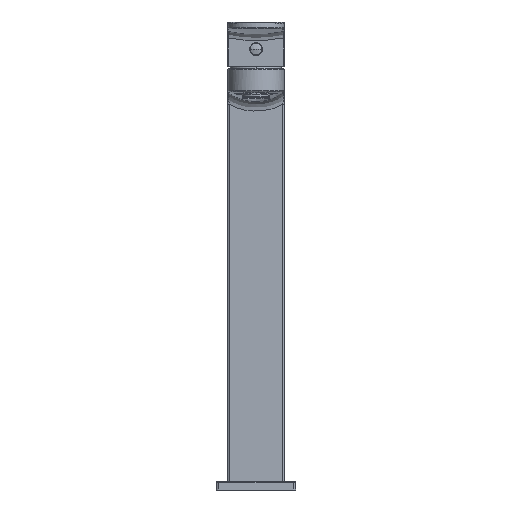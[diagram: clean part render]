
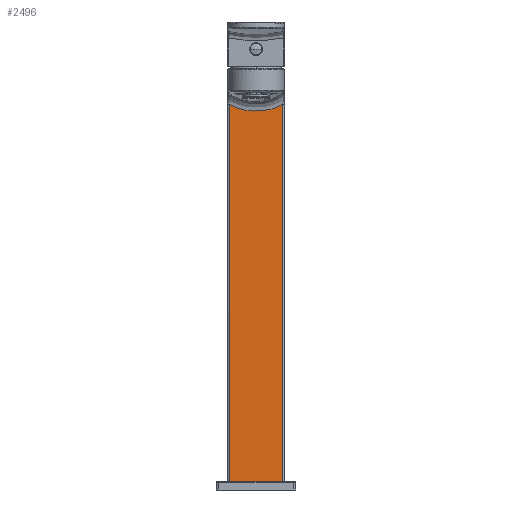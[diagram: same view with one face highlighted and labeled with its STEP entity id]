
A CAD part, front view. The second image highlights one B-rep face of the part: STEP entity #2496.
In plain terms, the highlighted face is planar.
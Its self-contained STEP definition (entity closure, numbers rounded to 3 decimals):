
#2496=ADVANCED_FACE('',(#4598),#35312,.T.);
#4598=FACE_OUTER_BOUND('',#7022,.T.);
#7022=EDGE_LOOP('',(#18280,#18281,#18282,#18283));
#18280=ORIENTED_EDGE('',*,*,#24236,.F.);
#18281=ORIENTED_EDGE('',*,*,#24234,.F.);
#18282=ORIENTED_EDGE('',*,*,#24239,.T.);
#18283=ORIENTED_EDGE('',*,*,#23428,.T.);
#23428=EDGE_CURVE('',#33326,#33323,#29524,.T.);
#24234=EDGE_CURVE('',#33859,#33322,#30022,.T.);
#24236=EDGE_CURVE('',#33322,#33323,#30024,.T.);
#24239=EDGE_CURVE('',#33859,#33326,#30026,.T.);
#29524=B_SPLINE_CURVE_WITH_KNOTS('',1,(#74488,#74489),.UNSPECIFIED.,.F.,
 .F.,(2,2),(0.,33.),.UNSPECIFIED.);
#30022=B_SPLINE_CURVE_WITH_KNOTS('',3,(#77629,#77630,#77631,#77632,#77633,
#77634,#77635),.UNSPECIFIED.,.F.,.F.,(4,1,1,1,4),(-34.549,-26.696,
-17.274,-7.853,0.),.UNSPECIFIED.);
#30024=B_SPLINE_CURVE_WITH_KNOTS('',1,(#77645,#77646),.UNSPECIFIED.,.F.,
 .F.,(2,2),(0.,232.099),.UNSPECIFIED.);
#30026=B_SPLINE_CURVE_WITH_KNOTS('',1,(#77652,#77653),.UNSPECIFIED.,.F.,
 .F.,(2,2),(0.,232.099),.UNSPECIFIED.);
#33322=VERTEX_POINT('',#73577);
#33323=VERTEX_POINT('',#73578);
#33326=VERTEX_POINT('',#73581);
#33859=VERTEX_POINT('',#74114);
#35312=PLANE('',#38081);
#38081=AXIS2_PLACEMENT_3D('',#73108,#39960,$);
#39960=DIRECTION('',(1.,0.,0.));
#73108=CARTESIAN_POINT('',(17.5,-20.197,-18.607));
#73577=CARTESIAN_POINT('',(17.5,16.5,237.099));
#73578=CARTESIAN_POINT('',(17.5,16.5,5.));
#73581=CARTESIAN_POINT('',(17.5,-16.5,5.));
#74114=CARTESIAN_POINT('',(17.5,-16.5,237.099));
#74488=CARTESIAN_POINT('',(17.5,-16.5,5.));
#74489=CARTESIAN_POINT('',(17.5,16.5,5.));
#77629=CARTESIAN_POINT('',(17.5,-16.5,237.099));
#77630=CARTESIAN_POINT('',(17.5,-14.215,235.858));
#77631=CARTESIAN_POINT('',(17.5,-8.842,233.773));
#77632=CARTESIAN_POINT('',(17.5,0.,232.667));
#77633=CARTESIAN_POINT('',(17.5,8.843,233.773));
#77634=CARTESIAN_POINT('',(17.5,14.215,235.858));
#77635=CARTESIAN_POINT('',(17.5,16.5,237.099));
#77645=CARTESIAN_POINT('',(17.5,16.5,237.099));
#77646=CARTESIAN_POINT('',(17.5,16.5,5.));
#77652=CARTESIAN_POINT('',(17.5,-16.5,237.099));
#77653=CARTESIAN_POINT('',(17.5,-16.5,5.));
